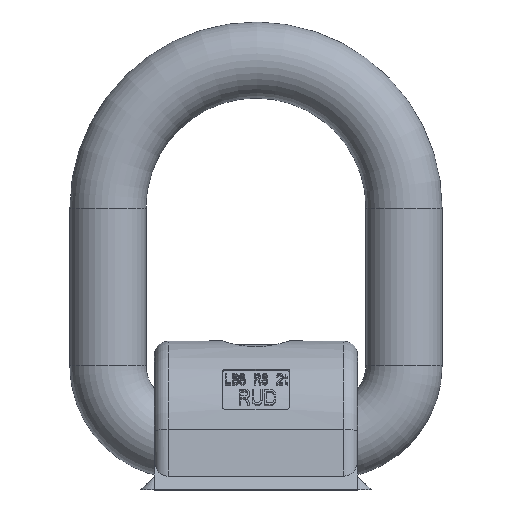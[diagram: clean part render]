
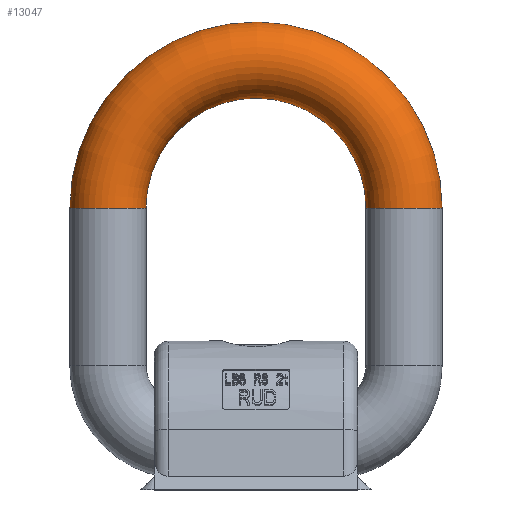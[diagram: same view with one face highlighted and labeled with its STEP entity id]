
A CAD part, top view. The second image highlights one B-rep face of the part: STEP entity #13047.
In plain terms, the highlighted toroidal (fillet/blend) face has major radius 43.75 mm and minor radius 11.25 mm.
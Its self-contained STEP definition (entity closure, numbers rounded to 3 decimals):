
#12787=CARTESIAN_POINT('',(-43.75,83.25,0.));
#12788=DIRECTION('',(0.,1.,0.));
#12789=DIRECTION('',(-1.,0.,0.));
#12790=AXIS2_PLACEMENT_3D('',#12787,#12788,#12789);
#12805=CARTESIAN_POINT('',(43.75,83.25,0.));
#12806=DIRECTION('',(0.,-1.,0.));
#12807=DIRECTION('',(1.,0.,0.));
#12808=AXIS2_PLACEMENT_3D('',#12805,#12806,#12807);
#12810=CARTESIAN_POINT('',(32.5,83.25,0.));
#12811=CARTESIAN_POINT('',(32.5,85.041,0.));
#12812=CARTESIAN_POINT('',(32.203,88.624,
0.));
#12813=CARTESIAN_POINT('',(30.879,93.851,
0.));
#12814=CARTESIAN_POINT('',(28.713,98.789,
0.));
#12815=CARTESIAN_POINT('',(25.764,103.303,
0.));
#12816=CARTESIAN_POINT('',(22.112,107.27,
0.));
#12817=CARTESIAN_POINT('',(17.857,110.582,
0.));
#12818=CARTESIAN_POINT('',(13.115,113.149,
0.));
#12819=CARTESIAN_POINT('',(8.015,114.899,
0.));
#12820=CARTESIAN_POINT('',(2.696,115.787,
0.));
#12821=CARTESIAN_POINT('',(-2.696,115.787,
0.));
#12822=CARTESIAN_POINT('',(-8.015,114.899,
0.));
#12823=CARTESIAN_POINT('',(-13.115,113.149,
0.));
#12824=CARTESIAN_POINT('',(-17.857,110.582,
0.));
#12825=CARTESIAN_POINT('',(-22.112,107.27,
0.));
#12826=CARTESIAN_POINT('',(-25.764,103.303,
0.));
#12827=CARTESIAN_POINT('',(-28.713,98.789,
0.));
#12828=CARTESIAN_POINT('',(-30.879,93.851,
0.));
#12829=CARTESIAN_POINT('',(-32.203,88.624,
0.));
#12830=CARTESIAN_POINT('',(-32.5,85.041,0.));
#12831=CARTESIAN_POINT('',(-32.5,83.25,0.));
#12833=CARTESIAN_POINT('',(-55.,83.25,0.));
#12834=CARTESIAN_POINT('',(-55.,85.868,0.));
#12835=CARTESIAN_POINT('',(-54.626,91.104,
0.));
#12836=CARTESIAN_POINT('',(-52.952,98.798,
0.));
#12837=CARTESIAN_POINT('',(-50.2,106.176,
0.));
#12838=CARTESIAN_POINT('',(-46.426,113.086,
0.));
#12839=CARTESIAN_POINT('',(-41.708,119.39,0.));
#12840=CARTESIAN_POINT('',(-36.14,124.958,0.));
#12841=CARTESIAN_POINT('',(-29.836,129.676,0.));
#12842=CARTESIAN_POINT('',(-22.926,133.45,0.));
#12843=CARTESIAN_POINT('',(-15.548,136.202,0.));
#12844=CARTESIAN_POINT('',(-7.854,137.876,0.));
#12845=CARTESIAN_POINT('',(0.,138.437,0.));
#12846=CARTESIAN_POINT('',(7.854,137.876,0.));
#12847=CARTESIAN_POINT('',(15.548,136.202,0.));
#12848=CARTESIAN_POINT('',(22.926,133.45,0.));
#12849=CARTESIAN_POINT('',(29.836,129.676,0.));
#12850=CARTESIAN_POINT('',(36.14,124.958,0.));
#12851=CARTESIAN_POINT('',(41.708,119.39,0.));
#12852=CARTESIAN_POINT('',(46.426,113.086,
0.));
#12853=CARTESIAN_POINT('',(50.2,106.176,
0.));
#12854=CARTESIAN_POINT('',(52.952,98.798,
0.));
#12855=CARTESIAN_POINT('',(54.626,91.104,
0.));
#12856=CARTESIAN_POINT('',(55.,85.868,0.));
#12857=CARTESIAN_POINT('',(55.,83.25,0.));
#12872=CARTESIAN_POINT('',(-32.5,83.25,0.));
#12874=VERTEX_POINT('',#12872);
#12877=CARTESIAN_POINT('',(-55.,83.25,0.));
#12879=VERTEX_POINT('',#12877);
#12880=VERTEX_POINT('',#12810);
#12881=VERTEX_POINT('',#12857);
#13035=CARTESIAN_POINT('',(0.,83.25,0.));
#13036=DIRECTION('',(0.,0.,1.));
#13037=DIRECTION('',(-1.,0.,0.));
#13038=AXIS2_PLACEMENT_3D('',#13035,#13036,#13037);
#13039=TOROIDAL_SURFACE('',#13038,43.75,11.25);
#13041=ORIENTED_EDGE('',*,*,#13040,.T.);
#13042=ORIENTED_EDGE('',*,*,#12948,.T.);
#13043=ORIENTED_EDGE('',*,*,#13027,.F.);
#13044=ORIENTED_EDGE('',*,*,#12945,.T.);
#13045=EDGE_LOOP('',(#13041,#13042,#13043,#13044));
#13046=FACE_OUTER_BOUND('',#13045,.F.);
#13047=ADVANCED_FACE('',(#13046),#13039,.T.);
#12791=CIRCLE('',#12790,11.25);
#12809=CIRCLE('',#12808,11.25);
#12832=B_SPLINE_CURVE_WITH_KNOTS('',3,(#12810,#12811,#12812,#12813,#12814,
#12815,#12816,#12817,#12818,#12819,#12820,#12821,#12822,#12823,#12824,#12825,
#12826,#12827,#12828,#12829,#12830,#12831),.UNSPECIFIED.,.F.,.F.,(4,1,1,1,1,1,1,
1,1,1,1,1,1,1,1,1,1,1,1,4),(0.,0.053,0.105,
0.158,0.211,0.263,0.316,
0.368,0.421,0.474,0.526,
0.579,0.632,0.684,0.737,
0.789,0.842,0.895,0.947,1.),
.UNSPECIFIED.);
#12858=B_SPLINE_CURVE_WITH_KNOTS('',3,(#12833,#12834,#12835,#12836,#12837,
#12838,#12839,#12840,#12841,#12842,#12843,#12844,#12845,#12846,#12847,#12848,
#12849,#12850,#12851,#12852,#12853,#12854,#12855,#12856,#12857),.UNSPECIFIED.,
.F.,.F.,(4,1,1,1,1,1,1,1,1,1,1,1,1,1,1,1,1,1,1,1,1,1,4),(0.,0.045,
0.091,0.136,0.182,0.227,
0.273,0.318,0.364,0.409,
0.455,0.5,0.545,0.591,0.636,
0.682,0.727,0.773,0.818,
0.864,0.909,0.955,1.),.UNSPECIFIED.);
#12945=EDGE_CURVE('',#12879,#12881,#12858,.T.);
#12948=EDGE_CURVE('',#12880,#12874,#12832,.T.);
#13027=EDGE_CURVE('',#12879,#12874,#12791,.T.);
#13040=EDGE_CURVE('',#12881,#12880,#12809,.T.);
